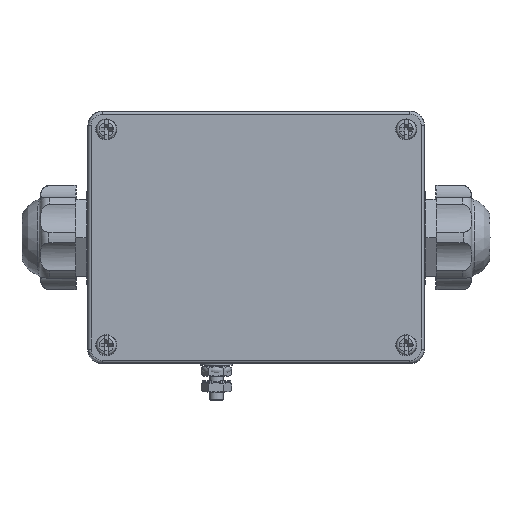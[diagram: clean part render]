
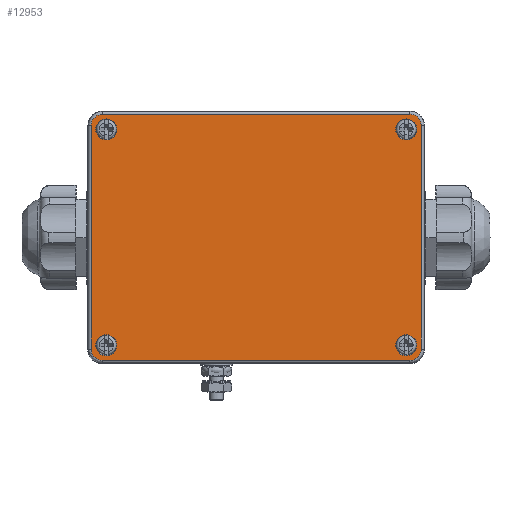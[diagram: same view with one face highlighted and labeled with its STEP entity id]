
A CAD part, top view. The second image highlights one B-rep face of the part: STEP entity #12953.
In plain terms, the highlighted face is planar.
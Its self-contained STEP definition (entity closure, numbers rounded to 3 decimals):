
#12834=CARTESIAN_POINT('',(50.511,-38.836,-15.0));
#12835=DIRECTION('',(0.0,0.0,-1.0));
#12836=DIRECTION('',(-1.0,0.0,0.0));
#12837=AXIS2_PLACEMENT_3D('',#12834,#12835,#12836);
#12838=PLANE('',#12837);
#12839=CARTESIAN_POINT('',(105.389,-82.714,-15.0));
#12840=VERTEX_POINT('',#12839);
#12841=CARTESIAN_POINT('',(109.389,-78.714,-15.0));
#12842=VERTEX_POINT('',#12841);
#12843=CARTESIAN_POINT('',(105.389,-78.714,-15.0));
#12844=DIRECTION('',(0.0,0.0,1.0));
#12845=DIRECTION('',(0.707,-0.707,0.0));
#12846=AXIS2_PLACEMENT_3D('',#12843,#12844,#12845);
#12847=ELLIPSE('',#12846,4.,4.);
#12848=EDGE_CURVE('',#12840,#12842,#12847,.T.);
#12849=ORIENTED_EDGE('',*,*,#12848,.F.);
#12850=CARTESIAN_POINT('',(-4.367,-82.714,-15.0));
#12851=VERTEX_POINT('',#12850);
#12852=CARTESIAN_POINT('',(-4.367,-82.714,-15.0));
#12853=DIRECTION('',(1.0,0.0,0.0));
#12854=VECTOR('',#12853,109.756);
#12855=LINE('',#12852,#12854);
#12856=EDGE_CURVE('',#12851,#12840,#12855,.T.);
#12857=ORIENTED_EDGE('',*,*,#12856,.F.);
#12858=CARTESIAN_POINT('',(-8.367,-78.714,-15.0));
#12859=VERTEX_POINT('',#12858);
#12860=CARTESIAN_POINT('',(-4.366,-78.714,-15.0));
#12861=DIRECTION('',(0.0,0.0,1.0));
#12862=DIRECTION('',(-0.707,-0.707,0.0));
#12863=AXIS2_PLACEMENT_3D('',#12860,#12861,#12862);
#12864=ELLIPSE('',#12863,4.,4.);
#12865=EDGE_CURVE('',#12859,#12851,#12864,.T.);
#12866=ORIENTED_EDGE('',*,*,#12865,.F.);
#12867=CARTESIAN_POINT('',(-8.367,1.041,-15.0));
#12868=VERTEX_POINT('',#12867);
#12869=CARTESIAN_POINT('',(-8.367,1.041,-15.0));
#12870=DIRECTION('',(0.0,-1.0,0.0));
#12871=VECTOR('',#12870,79.756);
#12872=LINE('',#12869,#12871);
#12873=EDGE_CURVE('',#12868,#12859,#12872,.T.);
#12874=ORIENTED_EDGE('',*,*,#12873,.F.);
#12875=CARTESIAN_POINT('',(-4.367,5.041,-15.0));
#12876=VERTEX_POINT('',#12875);
#12877=CARTESIAN_POINT('',(-4.366,1.041,-15.0));
#12878=DIRECTION('',(0.0,0.0,1.0));
#12879=DIRECTION('',(-0.707,0.707,0.0));
#12880=AXIS2_PLACEMENT_3D('',#12877,#12878,#12879);
#12881=ELLIPSE('',#12880,4.,4.);
#12882=EDGE_CURVE('',#12876,#12868,#12881,.T.);
#12883=ORIENTED_EDGE('',*,*,#12882,.F.);
#12884=CARTESIAN_POINT('',(105.389,5.041,-15.0));
#12885=VERTEX_POINT('',#12884);
#12886=CARTESIAN_POINT('',(105.389,5.041,-15.0));
#12887=DIRECTION('',(-1.0,0.0,0.0));
#12888=VECTOR('',#12887,109.756);
#12889=LINE('',#12886,#12888);
#12890=EDGE_CURVE('',#12885,#12876,#12889,.T.);
#12891=ORIENTED_EDGE('',*,*,#12890,.F.);
#12892=CARTESIAN_POINT('',(109.389,1.041,-15.0));
#12893=VERTEX_POINT('',#12892);
#12894=CARTESIAN_POINT('',(105.389,1.041,-15.0));
#12895=DIRECTION('',(0.0,0.0,1.0));
#12896=DIRECTION('',(0.707,0.707,0.0));
#12897=AXIS2_PLACEMENT_3D('',#12894,#12895,#12896);
#12898=ELLIPSE('',#12897,4.,4.);
#12899=EDGE_CURVE('',#12893,#12885,#12898,.T.);
#12900=ORIENTED_EDGE('',*,*,#12899,.F.);
#12901=CARTESIAN_POINT('',(109.389,-78.714,-15.0));
#12902=DIRECTION('',(0.0,1.0,0.0));
#12903=VECTOR('',#12902,79.756);
#12904=LINE('',#12901,#12903);
#12905=EDGE_CURVE('',#12842,#12893,#12904,.T.);
#12906=ORIENTED_EDGE('',*,*,#12905,.F.);
#12907=EDGE_LOOP('',(#12849,#12857,#12866,#12874,#12883,#12891,#12900,#12906));
#12908=FACE_OUTER_BOUND('',#12907,.T.);
#12909=CARTESIAN_POINT('',(-6.739,-77.336,-15.0));
#12910=VERTEX_POINT('',#12909);
#12911=CARTESIAN_POINT('',(-2.989,-77.336,-15.0));
#12912=DIRECTION('',(0.0,0.0,1.0));
#12913=DIRECTION('',(-1.0,0.0,0.0));
#12914=AXIS2_PLACEMENT_3D('',#12911,#12912,#12913);
#12915=CIRCLE('',#12914,3.75);
#12916=EDGE_CURVE('',#12910,#12910,#12915,.T.);
#12917=ORIENTED_EDGE('',*,*,#12916,.T.);
#12918=EDGE_LOOP('',(#12917));
#12919=FACE_BOUND('',#12918,.T.);
#12920=CARTESIAN_POINT('',(100.261,-0.336,-15.0));
#12921=VERTEX_POINT('',#12920);
#12922=CARTESIAN_POINT('',(104.011,-0.336,-15.0));
#12923=DIRECTION('',(0.0,0.0,1.0));
#12924=DIRECTION('',(-1.0,0.0,0.0));
#12925=AXIS2_PLACEMENT_3D('',#12922,#12923,#12924);
#12926=CIRCLE('',#12925,3.75);
#12927=EDGE_CURVE('',#12921,#12921,#12926,.T.);
#12928=ORIENTED_EDGE('',*,*,#12927,.T.);
#12929=EDGE_LOOP('',(#12928));
#12930=FACE_BOUND('',#12929,.T.);
#12931=CARTESIAN_POINT('',(-6.739,-0.336,-15.0));
#12932=VERTEX_POINT('',#12931);
#12933=CARTESIAN_POINT('',(-2.989,-0.336,-15.0));
#12934=DIRECTION('',(0.0,0.0,1.0));
#12935=DIRECTION('',(-1.0,0.0,0.0));
#12936=AXIS2_PLACEMENT_3D('',#12933,#12934,#12935);
#12937=CIRCLE('',#12936,3.75);
#12938=EDGE_CURVE('',#12932,#12932,#12937,.T.);
#12939=ORIENTED_EDGE('',*,*,#12938,.T.);
#12940=EDGE_LOOP('',(#12939));
#12941=FACE_BOUND('',#12940,.T.);
#12942=CARTESIAN_POINT('',(100.261,-77.336,-15.0));
#12943=VERTEX_POINT('',#12942);
#12944=CARTESIAN_POINT('',(104.011,-77.336,-15.0));
#12945=DIRECTION('',(0.0,0.0,1.0));
#12946=DIRECTION('',(-1.0,0.0,0.0));
#12947=AXIS2_PLACEMENT_3D('',#12944,#12945,#12946);
#12948=CIRCLE('',#12947,3.75);
#12949=EDGE_CURVE('',#12943,#12943,#12948,.T.);
#12950=ORIENTED_EDGE('',*,*,#12949,.T.);
#12951=EDGE_LOOP('',(#12950));
#12952=FACE_BOUND('',#12951,.T.);
#12953=ADVANCED_FACE('',(#12908,#12919,#12930,#12941,#12952),#12838,.T.);
